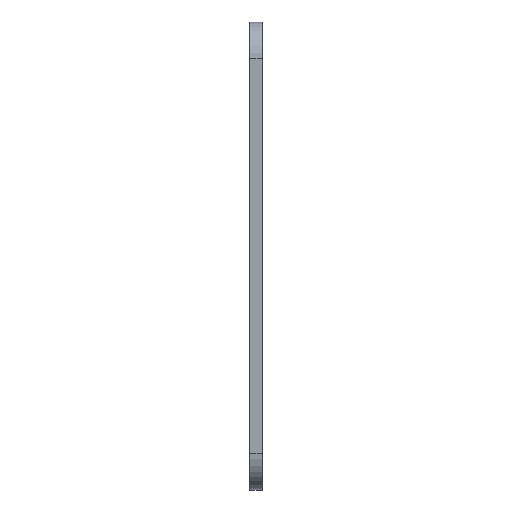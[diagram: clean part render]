
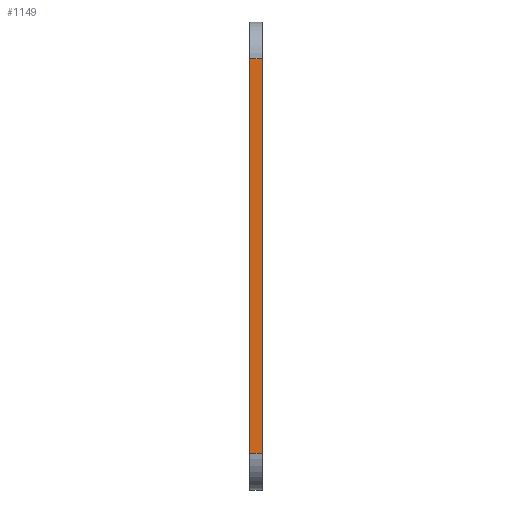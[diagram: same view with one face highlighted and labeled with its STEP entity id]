
A CAD part, left-side view. The second image highlights one B-rep face of the part: STEP entity #1149.
In plain terms, the highlighted planar face has unit normal (-1, 0, 0).
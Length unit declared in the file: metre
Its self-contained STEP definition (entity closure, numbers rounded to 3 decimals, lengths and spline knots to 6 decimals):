
#130=ORIENTED_EDGE('',*,*,#464,.F.);
#131=ORIENTED_EDGE('',*,*,#465,.T.);
#132=ORIENTED_EDGE('',*,*,#466,.T.);
#133=ORIENTED_EDGE('',*,*,#467,.T.);
#464=EDGE_CURVE('',#628,#629,#746,.T.);
#465=EDGE_CURVE('',#628,#630,#747,.T.);
#466=EDGE_CURVE('',#630,#631,#748,.T.);
#467=EDGE_CURVE('',#631,#629,#749,.F.);
#628=VERTEX_POINT('',#1735);
#629=VERTEX_POINT('',#1736);
#630=VERTEX_POINT('',#1738);
#631=VERTEX_POINT('',#1740);
#746=LINE('',#1734,#856);
#747=LINE('',#1737,#857);
#748=LINE('',#1739,#858);
#749=LINE('',#1741,#859);
#856=VECTOR('',#1379,1.);
#857=VECTOR('',#1380,1.);
#858=VECTOR('',#1381,1.);
#859=VECTOR('',#1382,1.);
#955=EDGE_LOOP('',(#130,#131,#132,#133));
#1037=FACE_BOUND('',#955,.T.);
#1117=PLANE('',#1226);
#1149=ADVANCED_FACE('',(#1037),#1117,.F.);
#1226=AXIS2_PLACEMENT_3D('',#1733,#1377,#1378);
#1377=DIRECTION('',(1.,0.,0.));
#1378=DIRECTION('',(0.,0.,-1.));
#1379=DIRECTION('',(0.,0.,1.));
#1380=DIRECTION('',(0.,-1.,0.));
#1381=DIRECTION('',(0.,0.,1.));
#1382=DIRECTION('',(0.,-1.,0.));
#1733=CARTESIAN_POINT('',(-0.037,0.0015,-0.001025));
#1734=CARTESIAN_POINT('',(-0.037,0.0015,-0.001025));
#1735=CARTESIAN_POINT('',(-0.037,0.0015,-0.025025));
#1736=CARTESIAN_POINT('',(-0.037,0.0015,0.022975));
#1737=CARTESIAN_POINT('',(-0.037,0.,-0.025025));
#1738=CARTESIAN_POINT('',(-0.037,0.,-0.025025));
#1739=CARTESIAN_POINT('',(-0.037,0.,-0.001025));
#1740=CARTESIAN_POINT('',(-0.037,0.,0.022975));
#1741=CARTESIAN_POINT('',(-0.037,0.0015,0.022975));
